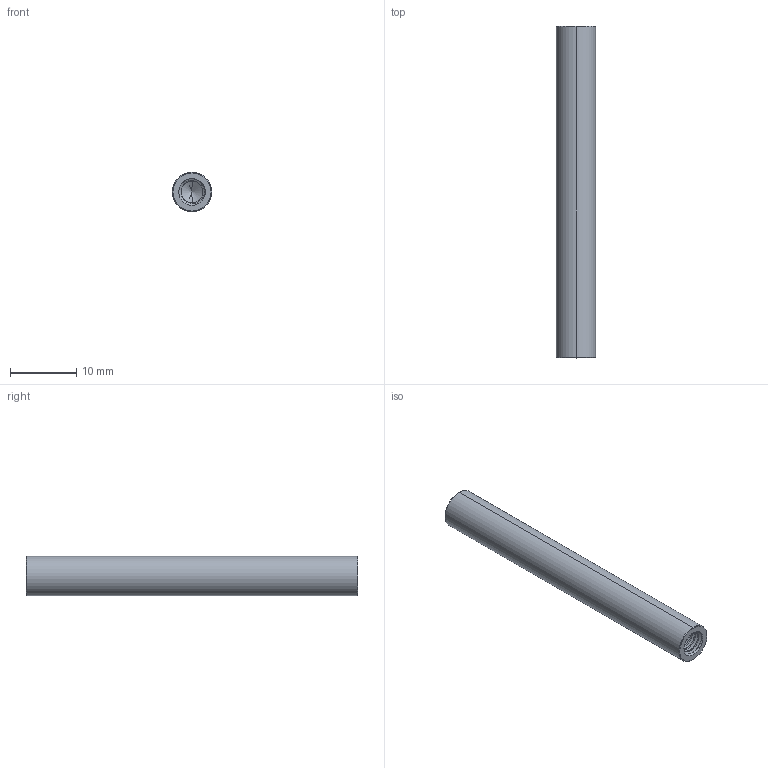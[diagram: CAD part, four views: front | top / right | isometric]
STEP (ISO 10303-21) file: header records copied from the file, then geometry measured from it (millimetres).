
FILE_DESCRIPTION (( 'STEP AP203' ), '1' );
FILE_NAME ('1501-0006-0500.STEP', '2019-03-15T13:17:53', ( '' ), ( '' ), 'SwSTEP 2.0', 'SolidWorks 2016', '' );
FILE_SCHEMA (( 'CONFIG_CONTROL_DESIGN' ));
Length unit declared in the file: millimetre
Products named in the file (1): 1501-0006-0500
Bounding box: 5.95 x 50 x 5.95 mm (x, y, z)
Volume: 1184.9 mm3; surface area: 1316.4 mm2
Topology: 1 solids, 1 shells, 121 faces, 343 edges, 222 vertices
Faces by surface type: cylinder 98, cone 15, plane 4, bspline 4
Entity records: 9152 total; most frequent: CARTESIAN_POINT 6534, ORIENTED_EDGE 678, DIRECTION 405, EDGE_CURVE 339, VERTEX_POINT 222, AXIS2_PLACEMENT_3D 148, EDGE_LOOP 123, ADVANCED_FACE 121
